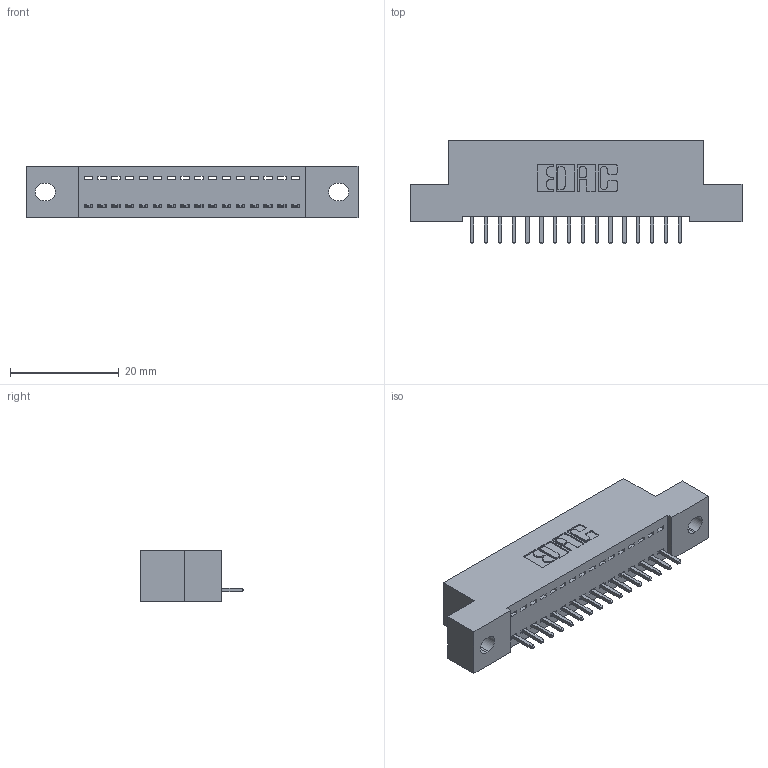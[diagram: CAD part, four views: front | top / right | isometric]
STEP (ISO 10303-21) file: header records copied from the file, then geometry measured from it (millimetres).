
FILE_DESCRIPTION (( 'STEP AP203' ), '1' );
FILE_NAME ('392-016-521-102.STEP', '2019-10-07T02:58:15', ( '' ), ( '' ), 'SwSTEP 2.0', 'SolidWorks 2016', '' );
FILE_SCHEMA (( 'CONFIG_CONTROL_DESIGN' ));
Length unit declared in the file: inch
Products named in the file (3): 342 Part_.128 Slot; 345-292-001_345-293-121; 392-016-521-102
Assembly tree (17 placements, depth 2):
  392-016-521-102
    342 Part_.128 Slot
    345-292-001_345-293-121  x16
Bounding box: 60.96 x 19.06 x 9.4 mm (x, y, z)
Volume: 5151.5 mm3; surface area: 6664.2 mm2
Topology: 17 solids, 17 shells, 1042 faces, 3127 edges, 2062 vertices
Faces by surface type: plane 742, cylinder 300
Entity records: 13165 total; most frequent: CARTESIAN_POINT 2282, ORIENTED_EDGE 2234, DIRECTION 1977, EDGE_CURVE 1117, VECTOR 989, LINE 989, VERTEX_POINT 742, AXIS2_PLACEMENT_3D 494
